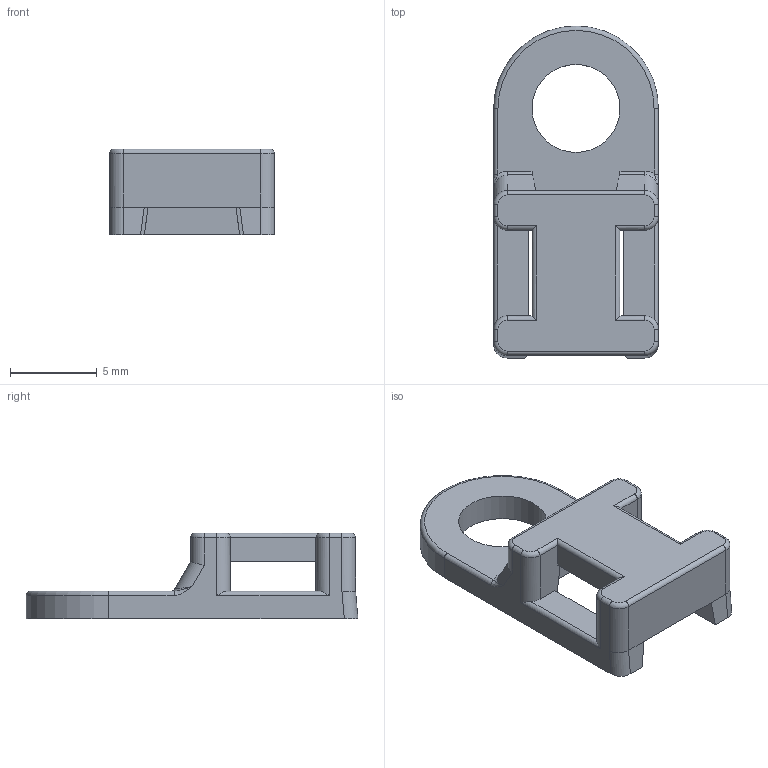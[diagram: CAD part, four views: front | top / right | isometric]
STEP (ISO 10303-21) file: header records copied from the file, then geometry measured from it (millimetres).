
FILE_DESCRIPTION(/* description */ (''),/* implementation_level */ '2;1');
FILE_NAME(/* name */ 'PANDUIT_TA1S10',/* time_stamp */ '2012-08-28T09:54:12-05:00',/* author */ (''),/* organization */ (''),/* preprocessor_version */ 'ST-DEVELOPER v9',/* originating_system */ 'UGS - NX 3.0',/* authorisation */ '');
FILE_SCHEMA (('CONFIG_CONTROL_DESIGN'));
Length unit declared in the file: inch
Products named in the file (1): bwg4EC5gydp
Bounding box: 9.53 x 19.18 x 4.95 mm (x, y, z)
Volume: 311.1 mm3; surface area: 561.1 mm2
Topology: 1 solids, 1 shells, 72 faces, 192 edges, 114 vertices
Faces by surface type: cylinder 32, plane 27, torus 9, bspline 4
Full cylindrical faces by diameter (mm): 5.08 x1
Entity records: 2394 total; most frequent: CARTESIAN_POINT 510, DIRECTION 382, ORIENTED_EDGE 378, EDGE_CURVE 189, AXIS2_PLACEMENT_3D 132, LINE 118, VECTOR 118, VERTEX_POINT 114
